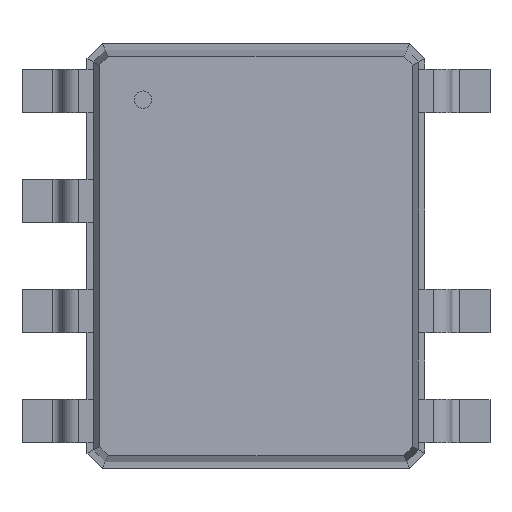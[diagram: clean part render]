
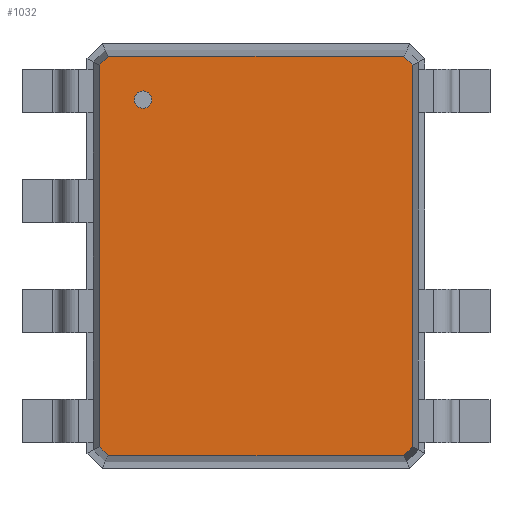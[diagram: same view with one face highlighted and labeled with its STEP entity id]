
A CAD part, top view. The second image highlights one B-rep face of the part: STEP entity #1032.
In plain terms, the highlighted planar face has unit normal (0, 0, 1).
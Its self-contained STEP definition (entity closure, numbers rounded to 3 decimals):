
#13=DIRECTION('',(0.,0.,1.));
#27=VECTOR('',#28,1.);
#28=DIRECTION('',(0.,-1.,0.));
#49=DIRECTION('',(0.,1.,0.));
#59=VECTOR('',#60,1.);
#60=DIRECTION('',(1.,0.,0.));
#134=VECTOR('',#135,1.);
#135=DIRECTION('',(-1.,0.,0.));
#386=VECTOR('',#387,1.);
#387=DIRECTION('',(0.707,-0.707,0.));
#393=VECTOR('',#394,1.);
#394=DIRECTION('',(-0.707,-0.707,0.));
#405=VECTOR('',#406,1.);
#406=DIRECTION('',(-0.707,0.707,0.));
#412=VECTOR('',#49,1.);
#416=VECTOR('',#417,1.);
#417=DIRECTION('',(0.707,0.707,0.));
#578=VERTEX_POINT('',#579);
#579=CARTESIAN_POINT('',(1.804,-2.202,1.1));
#581=ORIENTED_EDGE('',*,*,#582,.F.);
#582=EDGE_CURVE('',#583,#578,#585,.T.);
#583=VERTEX_POINT('',#584);
#584=CARTESIAN_POINT('',(1.804,2.202,1.1));
#585=LINE('',#584,#27);
#1023=ORIENTED_EDGE('',*,*,#1024,.F.);
#1024=EDGE_CURVE('',#1025,#583,#1027,.T.);
#1025=VERTEX_POINT('',#1026);
#1026=CARTESIAN_POINT('',(1.702,2.304,1.1));
#1027=LINE('',#1026,#386);
#1032=ADVANCED_FACE('',(#1033,#1063),#1072,.T.);
#1033=FACE_BOUND('',#1034,.T.);
#1034=EDGE_LOOP('',(#1035,#1040,#1045,#1050,#1055,#1060,#581,#1023));
#1035=ORIENTED_EDGE('',*,*,#1036,.F.);
#1036=EDGE_CURVE('',#1037,#1025,#1039,.T.);
#1037=VERTEX_POINT('',#1038);
#1038=CARTESIAN_POINT('',(-1.702,2.304,1.1));
#1039=LINE('',#1038,#59);
#1040=ORIENTED_EDGE('',*,*,#1041,.F.);
#1041=EDGE_CURVE('',#1042,#1037,#1044,.T.);
#1042=VERTEX_POINT('',#1043);
#1043=CARTESIAN_POINT('',(-1.804,2.202,1.1));
#1044=LINE('',#1043,#416);
#1045=ORIENTED_EDGE('',*,*,#1046,.F.);
#1046=EDGE_CURVE('',#1047,#1042,#1049,.T.);
#1047=VERTEX_POINT('',#1048);
#1048=CARTESIAN_POINT('',(-1.804,-2.202,1.1));
#1049=LINE('',#1048,#412);
#1050=ORIENTED_EDGE('',*,*,#1051,.F.);
#1051=EDGE_CURVE('',#1052,#1047,#1054,.T.);
#1052=VERTEX_POINT('',#1053);
#1053=CARTESIAN_POINT('',(-1.702,-2.304,1.1));
#1054=LINE('',#1053,#405);
#1055=ORIENTED_EDGE('',*,*,#1056,.F.);
#1056=EDGE_CURVE('',#1057,#1052,#1059,.T.);
#1057=VERTEX_POINT('',#1058);
#1058=CARTESIAN_POINT('',(1.702,-2.304,1.1));
#1059=LINE('',#1058,#134);
#1060=ORIENTED_EDGE('',*,*,#1061,.F.);
#1061=EDGE_CURVE('',#578,#1057,#1062,.T.);
#1062=LINE('',#579,#393);
#1063=FACE_BOUND('',#1064,.T.);
#1064=EDGE_LOOP('',(#1065));
#1065=ORIENTED_EDGE('',*,*,#1066,.F.);
#1066=EDGE_CURVE('',#1067,#1067,#1069,.T.);
#1067=VERTEX_POINT('',#1068);
#1068=CARTESIAN_POINT('',(-1.304,1.704,1.1));
#1069=CIRCLE('',#1070,0.1);
#1070=AXIS2_PLACEMENT_3D('',#1071,#13,#28);
#1071=CARTESIAN_POINT('',(-1.304,1.804,1.1));
#1072=PLANE('',#1073);
#1073=AXIS2_PLACEMENT_3D('',#1038,#13,#1074);
#1074=DIRECTION('',(0.594,-0.804,0.));
